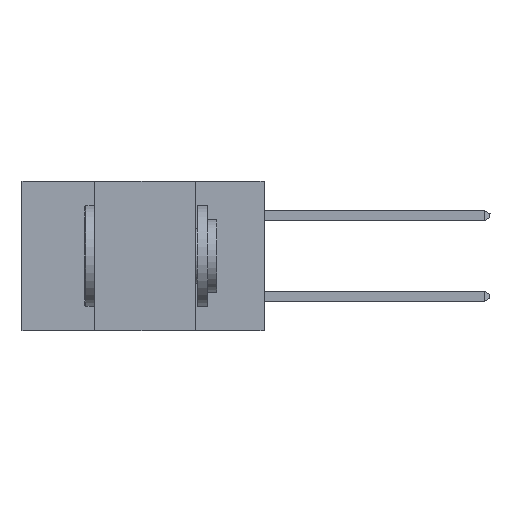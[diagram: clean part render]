
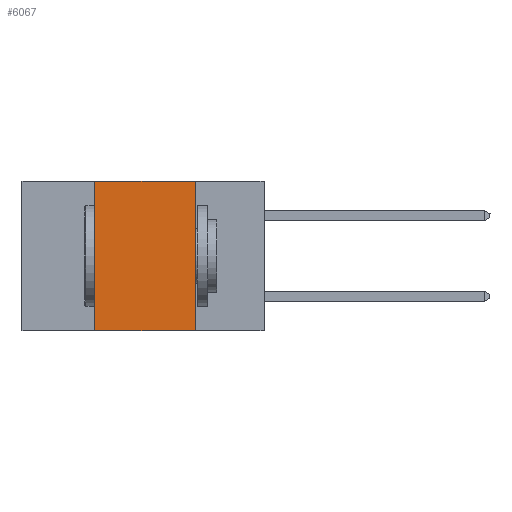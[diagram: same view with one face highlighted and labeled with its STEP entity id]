
A CAD part, left-side view. The second image highlights one B-rep face of the part: STEP entity #6067.
In plain terms, the highlighted planar face has unit normal (-1, 0, 0).
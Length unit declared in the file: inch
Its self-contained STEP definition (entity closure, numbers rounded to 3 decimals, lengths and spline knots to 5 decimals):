
#1641 = DIRECTION ( 'NONE',  ( 0., 0., -1. ) ) ;
#1651 = DIRECTION ( 'NONE',  ( 1., 0., 0. ) ) ;
#2145 = LINE ( 'NONE', #14662, #22456 ) ;
#3400 = ORIENTED_EDGE ( 'NONE', *, *, #15008, .F. ) ;
#4712 = LINE ( 'NONE', #9385, #22962 ) ;
#5211 = AXIS2_PLACEMENT_3D ( 'NONE', #16689, #1651, #1641 ) ;
#5530 = VECTOR ( 'NONE', #20018, 39.37008 ) ;
#6067 = ADVANCED_FACE ( 'NONE', ( #19502 ), #33082, .F. ) ;
#6443 = EDGE_CURVE ( 'NONE', #33730, #16249, #2145, .T. ) ;
#9385 = CARTESIAN_POINT ( 'NONE',  ( 0., 0.42, 0. ) ) ;
#9580 = CARTESIAN_POINT ( 'NONE',  ( 0., 0.42, 0. ) ) ;
#9851 = LINE ( 'NONE', #24142, #16048 ) ;
#10694 = EDGE_CURVE ( 'NONE', #33730, #11444, #4712, .T. ) ;
#11384 = EDGE_CURVE ( 'NONE', #25544, #16249, #14319, .T. ) ;
#11444 = VERTEX_POINT ( 'NONE', #9580 ) ;
#12128 = CARTESIAN_POINT ( 'NONE',  ( 0., 0.42, -0.37 ) ) ;
#13029 = DIRECTION ( 'NONE',  ( 0., -1., 0. ) ) ;
#14319 = LINE ( 'NONE', #33045, #5530 ) ;
#14662 = CARTESIAN_POINT ( 'NONE',  ( 0., 0.6, -0.37 ) ) ;
#15008 = EDGE_CURVE ( 'NONE', #11444, #25544, #9851, .T. ) ;
#15203 = CARTESIAN_POINT ( 'NONE',  ( 0., 0.17, -0.37 ) ) ;
#16048 = VECTOR ( 'NONE', #29402, 39.37008 ) ;
#16249 = VERTEX_POINT ( 'NONE', #15203 ) ;
#16644 = ORIENTED_EDGE ( 'NONE', *, *, #11384, .F. ) ;
#16689 = CARTESIAN_POINT ( 'NONE',  ( 0., 0.6, 0. ) ) ;
#19502 = FACE_OUTER_BOUND ( 'NONE', #29456, .T. ) ;
#20018 = DIRECTION ( 'NONE',  ( 0., 0., -1. ) ) ;
#22456 = VECTOR ( 'NONE', #13029, 39.37008 ) ;
#22962 = VECTOR ( 'NONE', #27903, 39.37008 ) ;
#24142 = CARTESIAN_POINT ( 'NONE',  ( 0., 0.6, 0. ) ) ;
#25367 = ORIENTED_EDGE ( 'NONE', *, *, #10694, .F. ) ;
#25544 = VERTEX_POINT ( 'NONE', #32015 ) ;
#27903 = DIRECTION ( 'NONE',  ( 0., 0., 1. ) ) ;
#29402 = DIRECTION ( 'NONE',  ( 0., -1., 0. ) ) ;
#29456 = EDGE_LOOP ( 'NONE', ( #16644, #3400, #25367, #32251 ) ) ;
#32015 = CARTESIAN_POINT ( 'NONE',  ( 0., 0.17, 0. ) ) ;
#32251 = ORIENTED_EDGE ( 'NONE', *, *, #6443, .T. ) ;
#33045 = CARTESIAN_POINT ( 'NONE',  ( 0., 0.17, 0. ) ) ;
#33082 = PLANE ( 'NONE',  #5211 ) ;
#33730 = VERTEX_POINT ( 'NONE', #12128 ) ;
